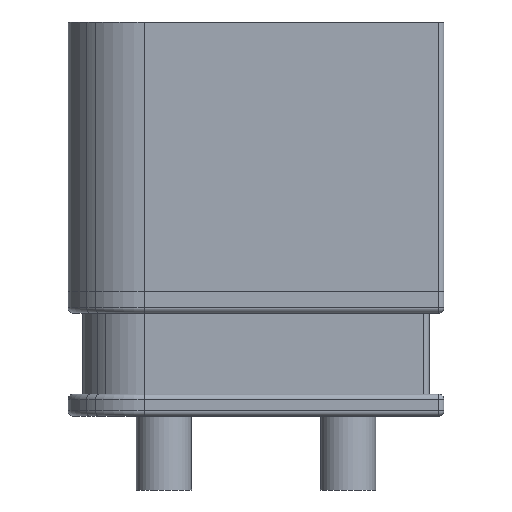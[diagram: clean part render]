
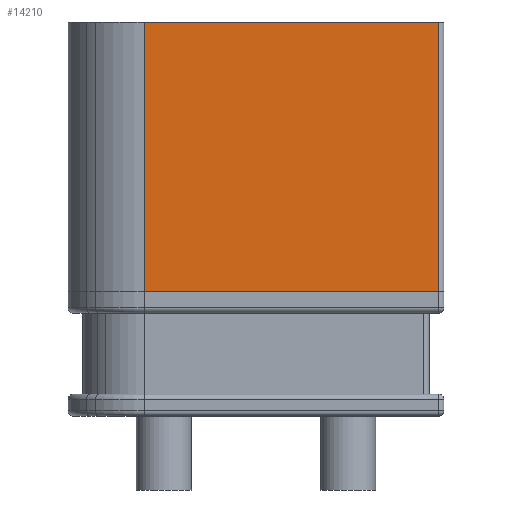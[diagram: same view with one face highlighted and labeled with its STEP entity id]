
A CAD part, front view. The second image highlights one B-rep face of the part: STEP entity #14210.
In plain terms, the highlighted planar face has unit normal (0, -1, 0).
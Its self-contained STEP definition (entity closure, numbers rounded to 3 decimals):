
#13083 = PLANE('',#13084);
#13084 = AXIS2_PLACEMENT_3D('',#13085,#13086,#13087);
#13085 = CARTESIAN_POINT('',(-5.1,-1.039,10.7));
#13086 = DIRECTION('',(0.,0.,1.));
#13087 = DIRECTION('',(1.,0.,0.));
#13166 = VERTEX_POINT('',#13167);
#13167 = CARTESIAN_POINT('',(-3.029,-2.6,10.7));
#13186 = CYLINDRICAL_SURFACE('',#13187,2.);
#13187 = AXIS2_PLACEMENT_3D('',#13188,#13189,#13190);
#13188 = CARTESIAN_POINT('',(-3.029,-0.6,3.4));
#13189 = DIRECTION('',(0.,0.,1.));
#13190 = DIRECTION('',(0.,-1.,0.));
#13198 = EDGE_CURVE('',#13199,#13166,#13201,.T.);
#13199 = VERTEX_POINT('',#13200);
#13200 = CARTESIAN_POINT('',(4.95,-2.6,10.7));
#13201 = SURFACE_CURVE('',#13202,(#13206,#13213),.PCURVE_S1.);
#13202 = LINE('',#13203,#13204);
#13203 = CARTESIAN_POINT('',(5.1,-2.6,10.7));
#13204 = VECTOR('',#13205,1.);
#13205 = DIRECTION('',(-1.,0.,0.));
#13206 = PCURVE('',#13083,#13207);
#13207 = DEFINITIONAL_REPRESENTATION('',(#13208),#13212);
#13208 = LINE('',#13209,#13210);
#13209 = CARTESIAN_POINT('',(10.2,-1.561));
#13210 = VECTOR('',#13211,1.);
#13211 = DIRECTION('',(-1.,0.));
#13212 = ( GEOMETRIC_REPRESENTATION_CONTEXT(2) 
PARAMETRIC_REPRESENTATION_CONTEXT() REPRESENTATION_CONTEXT('2D SPACE',''
  ) );
#13213 = PCURVE('',#13214,#13219);
#13214 = PLANE('',#13215);
#13215 = AXIS2_PLACEMENT_3D('',#13216,#13217,#13218);
#13216 = CARTESIAN_POINT('',(5.1,-2.6,3.4));
#13217 = DIRECTION('',(0.,-1.,0.));
#13218 = DIRECTION('',(-1.,0.,0.));
#13219 = DEFINITIONAL_REPRESENTATION('',(#13220),#13224);
#13220 = LINE('',#13221,#13222);
#13221 = CARTESIAN_POINT('',(0.,-7.3));
#13222 = VECTOR('',#13223,1.);
#13223 = DIRECTION('',(1.,0.));
#13224 = ( GEOMETRIC_REPRESENTATION_CONTEXT(2) 
PARAMETRIC_REPRESENTATION_CONTEXT() REPRESENTATION_CONTEXT('2D SPACE',''
  ) );
#13247 = CYLINDRICAL_SURFACE('',#13248,0.15);
#13248 = AXIS2_PLACEMENT_3D('',#13249,#13250,#13251);
#13249 = CARTESIAN_POINT('',(4.95,-2.45,3.4));
#13250 = DIRECTION('',(0.,0.,1.));
#13251 = DIRECTION('',(1.,0.,0.));
#14105 = VERTEX_POINT('',#14106);
#14106 = CARTESIAN_POINT('',(-3.029,-2.6,3.4));
#14135 = EDGE_CURVE('',#14105,#13166,#14136,.T.);
#14136 = SURFACE_CURVE('',#14137,(#14141,#14148),.PCURVE_S1.);
#14137 = LINE('',#14138,#14139);
#14138 = CARTESIAN_POINT('',(-3.029,-2.6,3.4));
#14139 = VECTOR('',#14140,1.);
#14140 = DIRECTION('',(0.,0.,1.));
#14141 = PCURVE('',#13186,#14142);
#14142 = DEFINITIONAL_REPRESENTATION('',(#14143),#14147);
#14143 = LINE('',#14144,#14145);
#14144 = CARTESIAN_POINT('',(0.,0.));
#14145 = VECTOR('',#14146,1.);
#14146 = DIRECTION('',(0.,1.));
#14147 = ( GEOMETRIC_REPRESENTATION_CONTEXT(2) 
PARAMETRIC_REPRESENTATION_CONTEXT() REPRESENTATION_CONTEXT('2D SPACE',''
  ) );
#14148 = PCURVE('',#13214,#14149);
#14149 = DEFINITIONAL_REPRESENTATION('',(#14150),#14154);
#14150 = LINE('',#14151,#14152);
#14151 = CARTESIAN_POINT('',(8.129,0.));
#14152 = VECTOR('',#14153,1.);
#14153 = DIRECTION('',(0.,-1.));
#14154 = ( GEOMETRIC_REPRESENTATION_CONTEXT(2) 
PARAMETRIC_REPRESENTATION_CONTEXT() REPRESENTATION_CONTEXT('2D SPACE',''
  ) );
#14210 = ADVANCED_FACE('',(#14211),#13214,.T.);
#14211 = FACE_BOUND('',#14212,.T.);
#14212 = EDGE_LOOP('',(#14213,#14241,#14262,#14263));
#14213 = ORIENTED_EDGE('',*,*,#14214,.F.);
#14214 = EDGE_CURVE('',#14215,#14105,#14217,.T.);
#14215 = VERTEX_POINT('',#14216);
#14216 = CARTESIAN_POINT('',(4.95,-2.6,3.4));
#14217 = SURFACE_CURVE('',#14218,(#14222,#14229),.PCURVE_S1.);
#14218 = LINE('',#14219,#14220);
#14219 = CARTESIAN_POINT('',(5.1,-2.6,3.4));
#14220 = VECTOR('',#14221,1.);
#14221 = DIRECTION('',(-1.,0.,0.));
#14222 = PCURVE('',#13214,#14223);
#14223 = DEFINITIONAL_REPRESENTATION('',(#14224),#14228);
#14224 = LINE('',#14225,#14226);
#14225 = CARTESIAN_POINT('',(0.,0.));
#14226 = VECTOR('',#14227,1.);
#14227 = DIRECTION('',(1.,0.));
#14228 = ( GEOMETRIC_REPRESENTATION_CONTEXT(2) 
PARAMETRIC_REPRESENTATION_CONTEXT() REPRESENTATION_CONTEXT('2D SPACE',''
  ) );
#14229 = PCURVE('',#14230,#14235);
#14230 = PLANE('',#14231);
#14231 = AXIS2_PLACEMENT_3D('',#14232,#14233,#14234);
#14232 = CARTESIAN_POINT('',(5.1,-2.6,0.));
#14233 = DIRECTION('',(0.,-1.,0.));
#14234 = DIRECTION('',(-1.,0.,0.));
#14235 = DEFINITIONAL_REPRESENTATION('',(#14236),#14240);
#14236 = LINE('',#14237,#14238);
#14237 = CARTESIAN_POINT('',(0.,-3.4));
#14238 = VECTOR('',#14239,1.);
#14239 = DIRECTION('',(1.,0.));
#14240 = ( GEOMETRIC_REPRESENTATION_CONTEXT(2) 
PARAMETRIC_REPRESENTATION_CONTEXT() REPRESENTATION_CONTEXT('2D SPACE',''
  ) );
#14241 = ORIENTED_EDGE('',*,*,#14242,.T.);
#14242 = EDGE_CURVE('',#14215,#13199,#14243,.T.);
#14243 = SURFACE_CURVE('',#14244,(#14248,#14255),.PCURVE_S1.);
#14244 = LINE('',#14245,#14246);
#14245 = CARTESIAN_POINT('',(4.95,-2.6,3.4));
#14246 = VECTOR('',#14247,1.);
#14247 = DIRECTION('',(0.,0.,1.));
#14248 = PCURVE('',#13214,#14249);
#14249 = DEFINITIONAL_REPRESENTATION('',(#14250),#14254);
#14250 = LINE('',#14251,#14252);
#14251 = CARTESIAN_POINT('',(0.15,0.));
#14252 = VECTOR('',#14253,1.);
#14253 = DIRECTION('',(0.,-1.));
#14254 = ( GEOMETRIC_REPRESENTATION_CONTEXT(2) 
PARAMETRIC_REPRESENTATION_CONTEXT() REPRESENTATION_CONTEXT('2D SPACE',''
  ) );
#14255 = PCURVE('',#13247,#14256);
#14256 = DEFINITIONAL_REPRESENTATION('',(#14257),#14261);
#14257 = LINE('',#14258,#14259);
#14258 = CARTESIAN_POINT('',(-1.571,0.));
#14259 = VECTOR('',#14260,1.);
#14260 = DIRECTION('',(0.,1.));
#14261 = ( GEOMETRIC_REPRESENTATION_CONTEXT(2) 
PARAMETRIC_REPRESENTATION_CONTEXT() REPRESENTATION_CONTEXT('2D SPACE',''
  ) );
#14262 = ORIENTED_EDGE('',*,*,#13198,.T.);
#14263 = ORIENTED_EDGE('',*,*,#14135,.F.);
